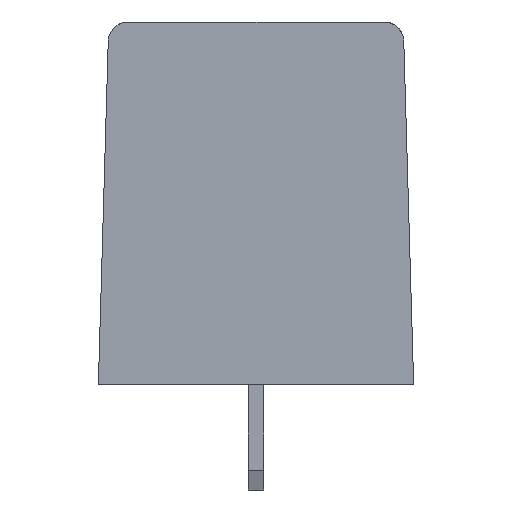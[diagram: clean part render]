
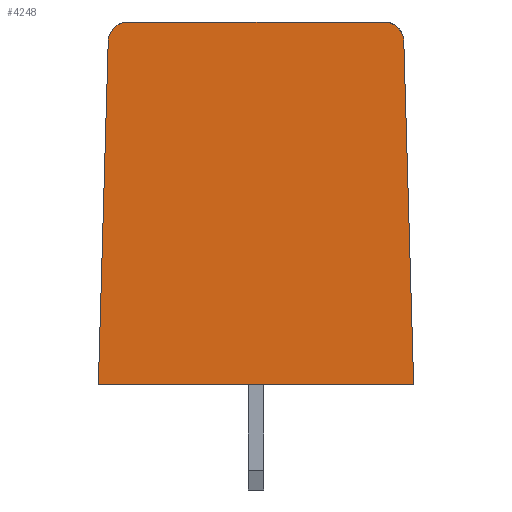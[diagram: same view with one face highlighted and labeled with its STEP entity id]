
A CAD part, left-side view. The second image highlights one B-rep face of the part: STEP entity #4248.
In plain terms, the highlighted planar face has unit normal (-1, 0, 0).
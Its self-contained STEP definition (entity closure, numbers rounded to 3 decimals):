
#4116 = VERTEX_POINT('',#4117);
#4117 = CARTESIAN_POINT('',(-0.625,6.5,18.4));
#4123 = EDGE_CURVE('',#4116,#4124,#4126,.T.);
#4124 = VERTEX_POINT('',#4125);
#4125 = CARTESIAN_POINT('',(-0.625,-6.5,18.4));
#4126 = LINE('',#4127,#4128);
#4127 = CARTESIAN_POINT('',(-0.625,8.,18.4));
#4128 = VECTOR('',#4129,1.);
#4129 = DIRECTION('',(0.,-1.,0.));
#4163 = VERTEX_POINT('',#4164);
#4164 = CARTESIAN_POINT('',(-0.625,7.5,17.429));
#4170 = EDGE_CURVE('',#4163,#4116,#4171,.T.);
#4171 = CIRCLE('',#4172,1.);
#4172 = AXIS2_PLACEMENT_3D('',#4173,#4174,#4175);
#4173 = CARTESIAN_POINT('',(-0.625,6.5,17.4));
#4174 = DIRECTION('',(1.,0.,0.));
#4175 = DIRECTION('',(0.,1.,0.));
#4229 = EDGE_CURVE('',#4124,#4230,#4232,.T.);
#4230 = VERTEX_POINT('',#4231);
#4231 = CARTESIAN_POINT('',(-0.625,-7.5,17.429));
#4232 = CIRCLE('',#4233,1.);
#4233 = AXIS2_PLACEMENT_3D('',#4234,#4235,#4236);
#4234 = CARTESIAN_POINT('',(-0.625,-6.5,17.4));
#4235 = DIRECTION('',(1.,0.,0.));
#4236 = DIRECTION('',(0.,1.,0.));
#4248 = ADVANCED_FACE('',(#4249),#4276,.T.);
#4249 = FACE_BOUND('',#4250,.T.);
#4250 = EDGE_LOOP('',(#4251,#4259,#4267,#4273,#4274,#4275));
#4251 = ORIENTED_EDGE('',*,*,#4252,.F.);
#4252 = EDGE_CURVE('',#4253,#4163,#4255,.T.);
#4253 = VERTEX_POINT('',#4254);
#4254 = CARTESIAN_POINT('',(-0.625,8.,0.));
#4255 = LINE('',#4256,#4257);
#4256 = CARTESIAN_POINT('',(-0.625,7.75,8.714));
#4257 = VECTOR('',#4258,1.);
#4258 = DIRECTION('',(0.,-0.029,1.));
#4259 = ORIENTED_EDGE('',*,*,#4260,.T.);
#4260 = EDGE_CURVE('',#4253,#4261,#4263,.T.);
#4261 = VERTEX_POINT('',#4262);
#4262 = CARTESIAN_POINT('',(-0.625,-8.,0.));
#4263 = LINE('',#4264,#4265);
#4264 = CARTESIAN_POINT('',(-0.625,8.,0.));
#4265 = VECTOR('',#4266,1.);
#4266 = DIRECTION('',(0.,-1.,0.));
#4267 = ORIENTED_EDGE('',*,*,#4268,.F.);
#4268 = EDGE_CURVE('',#4230,#4261,#4269,.T.);
#4269 = LINE('',#4270,#4271);
#4270 = CARTESIAN_POINT('',(-0.625,-7.993,0.229));
#4271 = VECTOR('',#4272,1.);
#4272 = DIRECTION('',(0.,-0.029,-1.));
#4273 = ORIENTED_EDGE('',*,*,#4229,.F.);
#4274 = ORIENTED_EDGE('',*,*,#4123,.F.);
#4275 = ORIENTED_EDGE('',*,*,#4170,.F.);
#4276 = PLANE('',#4277);
#4277 = AXIS2_PLACEMENT_3D('',#4278,#4279,#4280);
#4278 = CARTESIAN_POINT('',(-0.625,8.,0.));
#4279 = DIRECTION('',(-1.,0.,0.));
#4280 = DIRECTION('',(0.,0.,1.));
